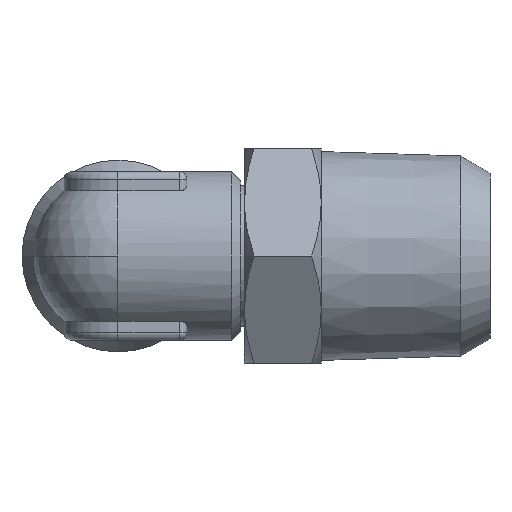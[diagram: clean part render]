
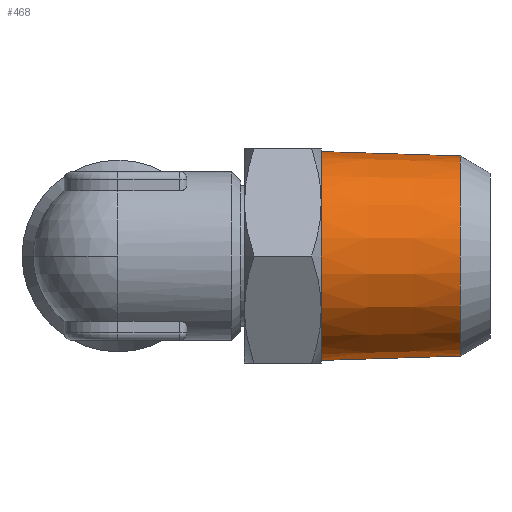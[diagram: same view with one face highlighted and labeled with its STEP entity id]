
A CAD part, left-side view. The second image highlights one B-rep face of the part: STEP entity #468.
In plain terms, the highlighted conical face has half-angle 1.79 degrees and reference radius 6.52 mm.
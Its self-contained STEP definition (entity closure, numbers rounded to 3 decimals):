
#100 = LINE ( 'NONE', #3050, #104 ) ;
#103 = LINE ( 'NONE', #3055, #107 ) ;
#104 = VECTOR ( 'NONE', #3045, 1000. ) ;
#107 = VECTOR ( 'NONE', #3054, 1000. ) ;
#310 = CIRCLE ( 'NONE', #3901, 6.803 ) ;
#330 = CIRCLE ( 'NONE', #3909, 6.52 ) ;
#468 = ADVANCED_FACE ( 'NONE', ( #4027 ), #4035, .T. ) ;
#772 = EDGE_LOOP ( 'NONE', ( #5002, #1837, #1838, #1839 ) ) ;
#835 = VERTEX_POINT ( 'NONE', #2945 ) ;
#1219 = CARTESIAN_POINT ( 'NONE',  ( 0., -4.81, 0. ) ) ;
#1220 = DIRECTION ( 'NONE',  ( 0., 1., 0. ) ) ;
#1228 = DIRECTION ( 'NONE',  ( 0., 0., 1. ) ) ;
#1438 = AXIS2_PLACEMENT_3D ( 'NONE', #1219, #1220, #1228 ) ;
#1837 = ORIENTED_EDGE ( 'NONE', *, *, #4447, .F. ) ;
#1838 = ORIENTED_EDGE ( 'NONE', *, *, #2385, .T. ) ;
#1839 = ORIENTED_EDGE ( 'NONE', *, *, #4409, .T. ) ;
#2385 = EDGE_CURVE ( 'NONE', #3381, #835, #100, .T. ) ;
#2387 = EDGE_CURVE ( 'NONE', #3384, #3385, #103, .T. ) ;
#2945 = CARTESIAN_POINT ( 'NONE',  ( 0., 4.25, 6.803 ) ) ;
#3045 = DIRECTION ( 'NONE',  ( 0., 1., 0.031 ) ) ;
#3050 = CARTESIAN_POINT ( 'NONE',  ( 0., -4.81, 6.52 ) ) ;
#3054 = DIRECTION ( 'NONE',  ( 0., 1., -0.031 ) ) ;
#3055 = CARTESIAN_POINT ( 'NONE',  ( 0., -4.81, -6.52 ) ) ;
#3381 = VERTEX_POINT ( 'NONE', #5278 ) ;
#3384 = VERTEX_POINT ( 'NONE', #5317 ) ;
#3385 = VERTEX_POINT ( 'NONE', #5310 ) ;
#3901 = AXIS2_PLACEMENT_3D ( 'NONE', #5436, #5437, #5438 ) ;
#3909 = AXIS2_PLACEMENT_3D ( 'NONE', #4145, #4146, #4147 ) ;
#4027 = FACE_OUTER_BOUND ( 'NONE', #772, .T. ) ;
#4035 = CONICAL_SURFACE ( 'NONE', #1438, 6.52, 0.031 ) ;
#4145 = CARTESIAN_POINT ( 'NONE',  ( 0., -4.81, 0. ) ) ;
#4146 = DIRECTION ( 'NONE',  ( 0., -1., 0. ) ) ;
#4147 = DIRECTION ( 'NONE',  ( 0., 0., -1. ) ) ;
#4409 = EDGE_CURVE ( 'NONE', #835, #3385, #310, .T. ) ;
#4447 = EDGE_CURVE ( 'NONE', #3381, #3384, #330, .T. ) ;
#5002 = ORIENTED_EDGE ( 'NONE', *, *, #2387, .F. ) ;
#5278 = CARTESIAN_POINT ( 'NONE',  ( 0., -4.81, 6.52 ) ) ;
#5310 = CARTESIAN_POINT ( 'NONE',  ( 0., 4.25, -6.803 ) ) ;
#5317 = CARTESIAN_POINT ( 'NONE',  ( 0., -4.81, -6.52 ) ) ;
#5436 = CARTESIAN_POINT ( 'NONE',  ( 0., 4.25, 0. ) ) ;
#5437 = DIRECTION ( 'NONE',  ( 0., -1., 0. ) ) ;
#5438 = DIRECTION ( 'NONE',  ( 0., 0., -1. ) ) ;
